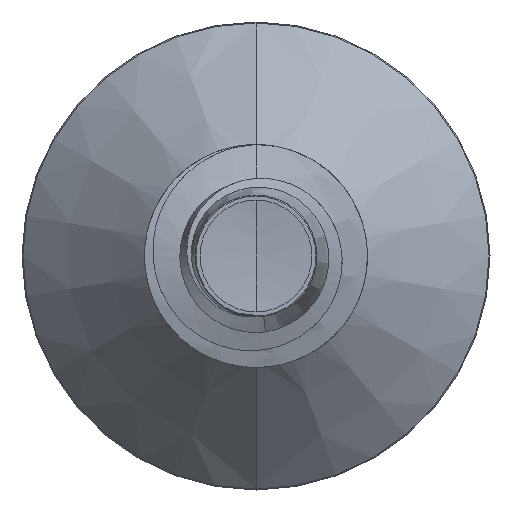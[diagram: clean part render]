
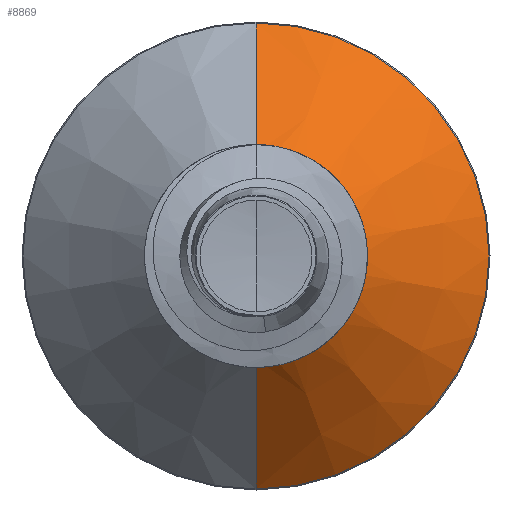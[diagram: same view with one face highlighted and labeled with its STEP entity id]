
A CAD part, front view. The second image highlights one B-rep face of the part: STEP entity #8869.
In plain terms, the highlighted conical face has half-angle 45 degrees and reference radius 1.857 mm.
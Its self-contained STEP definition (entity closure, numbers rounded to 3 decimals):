
#138 = FACE_OUTER_BOUND ( 'NONE', #8432, .T. ) ;
#1178 = CARTESIAN_POINT ( 'NONE',  ( 0., 14.282, 4.182 ) ) ;
#1720 = AXIS2_PLACEMENT_3D ( 'NONE', #8087, #15742, #9390 ) ;
#1856 = VERTEX_POINT ( 'NONE', #13366 ) ;
#1999 = DIRECTION ( 'NONE',  ( 0., 0., 1. ) ) ;
#2003 = ORIENTED_EDGE ( 'NONE', *, *, #3363, .T. ) ;
#2004 = DIRECTION ( 'NONE',  ( 0., 1., 0. ) ) ;
#2079 = CARTESIAN_POINT ( 'NONE',  ( 0., 11.957, 0. ) ) ;
#3037 = EDGE_CURVE ( 'NONE', #4638, #11156, #13254, .T. ) ;
#3363 = EDGE_CURVE ( 'NONE', #1856, #4638, #15169, .T. ) ;
#4638 = VERTEX_POINT ( 'NONE', #6215 ) ;
#5797 = VECTOR ( 'NONE', #16347, 1000. ) ;
#5969 = ORIENTED_EDGE ( 'NONE', *, *, #3037, .T. ) ;
#6215 = CARTESIAN_POINT ( 'NONE',  ( 0., 11.957, -1.857 ) ) ;
#6521 = VECTOR ( 'NONE', #8502, 1000. ) ;
#6536 = CARTESIAN_POINT ( 'NONE',  ( 0., 14.282, -4.182 ) ) ;
#8087 = CARTESIAN_POINT ( 'NONE',  ( 0., 14.282, 0. ) ) ;
#8155 = DIRECTION ( 'NONE',  ( 0., 0., 1. ) ) ;
#8177 = DIRECTION ( 'NONE',  ( 0., 1., 0. ) ) ;
#8197 = CARTESIAN_POINT ( 'NONE',  ( 0., 11.957, 0. ) ) ;
#8432 = EDGE_LOOP ( 'NONE', ( #2003, #5969, #12125, #9279 ) ) ;
#8502 = DIRECTION ( 'NONE',  ( 0., 0.707, -0.707 ) ) ;
#8869 = ADVANCED_FACE ( 'NONE', ( #138 ), #16340, .T. ) ;
#9220 = CARTESIAN_POINT ( 'NONE',  ( 0., 11.957, 1.857 ) ) ;
#9279 = ORIENTED_EDGE ( 'NONE', *, *, #14169, .F. ) ;
#9390 = DIRECTION ( 'NONE',  ( 0., 0., 1. ) ) ;
#9565 = AXIS2_PLACEMENT_3D ( 'NONE', #2079, #2004, #1999 ) ;
#9597 = VERTEX_POINT ( 'NONE', #1178 ) ;
#11156 = VERTEX_POINT ( 'NONE', #6536 ) ;
#12125 = ORIENTED_EDGE ( 'NONE', *, *, #15138, .F. ) ;
#12570 = AXIS2_PLACEMENT_3D ( 'NONE', #8197, #8177, #8155 ) ;
#13254 = LINE ( 'NONE', #14016, #6521 ) ;
#13366 = CARTESIAN_POINT ( 'NONE',  ( 0., 11.957, 1.857 ) ) ;
#14016 = CARTESIAN_POINT ( 'NONE',  ( 0., 11.957, -1.857 ) ) ;
#14169 = EDGE_CURVE ( 'NONE', #1856, #9597, #15018, .T. ) ;
#14276 = CIRCLE ( 'NONE', #1720, 4.182 ) ;
#15018 = LINE ( 'NONE', #9220, #5797 ) ;
#15138 = EDGE_CURVE ( 'NONE', #9597, #11156, #14276, .T. ) ;
#15169 = CIRCLE ( 'NONE', #12570, 1.857 ) ;
#15742 = DIRECTION ( 'NONE',  ( 0., 1., 0. ) ) ;
#16340 = CONICAL_SURFACE ( 'NONE', #9565, 1.857, 0.785 ) ;
#16347 = DIRECTION ( 'NONE',  ( 0., 0.707, 0.707 ) ) ;
